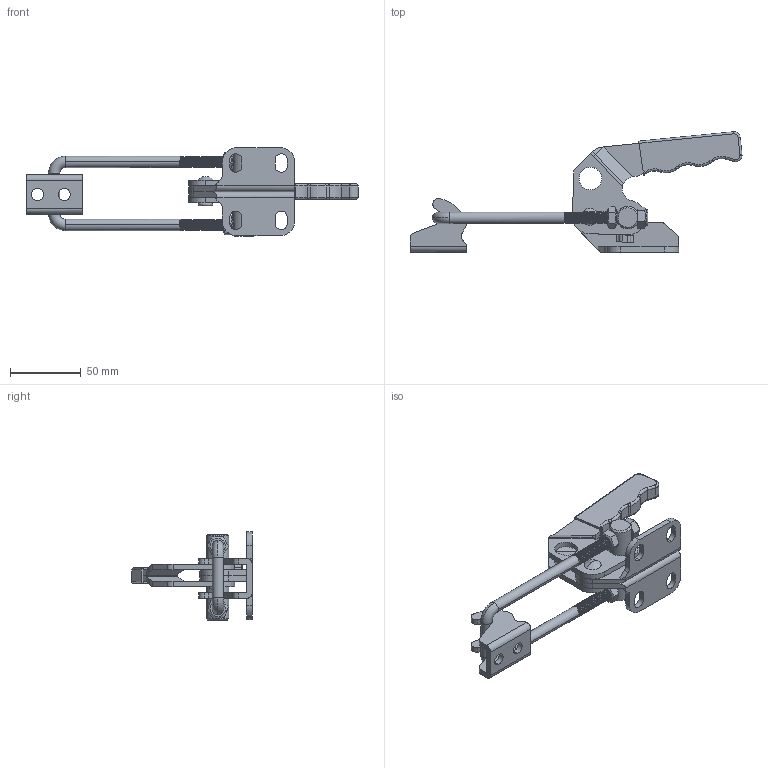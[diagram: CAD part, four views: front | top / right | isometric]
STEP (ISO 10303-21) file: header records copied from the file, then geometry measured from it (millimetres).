
FILE_DESCRIPTION (( 'STEP AP203' ), '1' );
FILE_NAME ('CH-40870.STEP', '2017-12-01T06:48:15', ( 'Windows' ), ( 'Microsoft' ), 'SwSTEP 2.0', 'SolidWorks 2015', '' );
FILE_SCHEMA (( 'CONFIG_CONTROL_DESIGN' ));
Length unit declared in the file: millimetre
Products named in the file (9): CH-40870-06; M8 Nut; M8 LOCK Nut; CH-40870-05 ROTOR; CH-40870-04 PERMANENT SEAT; CH-40870-02 HOOK; CH-40870; CH-40870-01 BASE; CH-40870-03 HANDLE
Assembly tree (10 placements, depth 2):
  CH-40870
    CH-40870-01 BASE
    CH-40870-03 HANDLE
    CH-40870-06
    M8 Nut  x2
    M8 LOCK Nut  x2
    CH-40870-05 ROTOR
    CH-40870-04 PERMANENT SEAT
    CH-40870-02 HOOK
Bounding box: 234.27 x 85.06 x 62.5 mm (x, y, z)
Volume: 94251.7 mm3; surface area: 65762.8 mm2
Topology: 17 solids, 17 shells, 978 faces, 2665 edges, 1747 vertices
Faces by surface type: cylinder 412, plane 320, bspline 191, torus 28, cone 27
Entity records: 46802 total; most frequent: CARTESIAN_POINT 24836, ORIENTED_EDGE 5012, DIRECTION 3526, EDGE_CURVE 2506, VERTEX_POINT 1645, VECTOR 1250, LINE 1250, AXIS2_PLACEMENT_3D 1138
